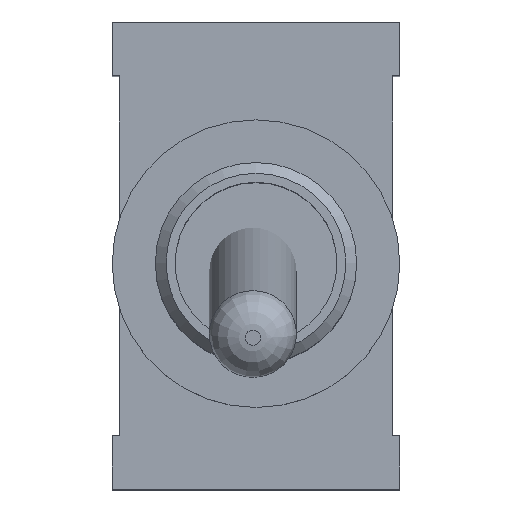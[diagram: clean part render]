
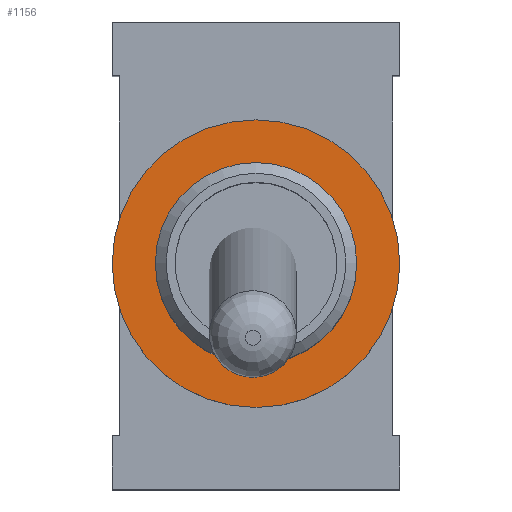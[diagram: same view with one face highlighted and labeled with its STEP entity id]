
A CAD part, top view. The second image highlights one B-rep face of the part: STEP entity #1156.
In plain terms, the highlighted planar face has unit normal (0, 0, 1).
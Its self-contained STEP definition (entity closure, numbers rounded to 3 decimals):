
#1014 = VERTEX_POINT('',#1015);
#1015 = CARTESIAN_POINT('',(2.8,0.,1.));
#1024 = CYLINDRICAL_SURFACE('',#1025,2.8);
#1025 = AXIS2_PLACEMENT_3D('',#1026,#1027,#1028);
#1026 = CARTESIAN_POINT('',(0.,0.,0.));
#1027 = DIRECTION('',(-0.,-0.,-1.));
#1028 = DIRECTION('',(1.,0.,0.));
#1043 = EDGE_CURVE('',#1014,#1014,#1044,.T.);
#1044 = SURFACE_CURVE('',#1045,(#1050,#1057),.PCURVE_S1.);
#1045 = CIRCLE('',#1046,2.8);
#1046 = AXIS2_PLACEMENT_3D('',#1047,#1048,#1049);
#1047 = CARTESIAN_POINT('',(0.,0.,1.));
#1048 = DIRECTION('',(0.,0.,-1.));
#1049 = DIRECTION('',(1.,0.,0.));
#1050 = PCURVE('',#1024,#1051);
#1051 = DEFINITIONAL_REPRESENTATION('',(#1052),#1056);
#1052 = LINE('',#1053,#1054);
#1053 = CARTESIAN_POINT('',(-6.283,-1.));
#1054 = VECTOR('',#1055,1.);
#1055 = DIRECTION('',(1.,-0.));
#1056 = ( GEOMETRIC_REPRESENTATION_CONTEXT(2) 
PARAMETRIC_REPRESENTATION_CONTEXT() REPRESENTATION_CONTEXT('2D SPACE',''
  ) );
#1057 = PCURVE('',#1058,#1063);
#1058 = PLANE('',#1059);
#1059 = AXIS2_PLACEMENT_3D('',#1060,#1061,#1062);
#1060 = CARTESIAN_POINT('',(0.,0.,1.));
#1061 = DIRECTION('',(0.,0.,1.));
#1062 = DIRECTION('',(1.,0.,0.));
#1063 = DEFINITIONAL_REPRESENTATION('',(#1064),#1072);
#1064 = ( BOUNDED_CURVE() B_SPLINE_CURVE(2,(#1065,#1066,#1067,#1068,
#1069,#1070,#1071),.UNSPECIFIED.,.T.,.F.) B_SPLINE_CURVE_WITH_KNOTS((1,2
    ,2,2,2,1),(-2.094,0.,2.094,4.189,
6.283,8.378),.UNSPECIFIED.) CURVE() 
GEOMETRIC_REPRESENTATION_ITEM() RATIONAL_B_SPLINE_CURVE((1.,0.5,1.,0.5,
1.,0.5,1.)) REPRESENTATION_ITEM('') );
#1065 = CARTESIAN_POINT('',(2.8,0.));
#1066 = CARTESIAN_POINT('',(2.8,-4.85));
#1067 = CARTESIAN_POINT('',(-1.4,-2.425));
#1068 = CARTESIAN_POINT('',(-5.6,0.));
#1069 = CARTESIAN_POINT('',(-1.4,2.425));
#1070 = CARTESIAN_POINT('',(2.8,4.85));
#1071 = CARTESIAN_POINT('',(2.8,0.));
#1072 = ( GEOMETRIC_REPRESENTATION_CONTEXT(2) 
PARAMETRIC_REPRESENTATION_CONTEXT() REPRESENTATION_CONTEXT('2D SPACE',''
  ) );
#1156 = ADVANCED_FACE('',(#1157,#1188),#1058,.T.);
#1157 = FACE_BOUND('',#1158,.T.);
#1158 = EDGE_LOOP('',(#1159));
#1159 = ORIENTED_EDGE('',*,*,#1160,.T.);
#1160 = EDGE_CURVE('',#1161,#1161,#1163,.T.);
#1161 = VERTEX_POINT('',#1162);
#1162 = CARTESIAN_POINT('',(4.,0.,1.));
#1163 = SURFACE_CURVE('',#1164,(#1169,#1176),.PCURVE_S1.);
#1164 = CIRCLE('',#1165,4.);
#1165 = AXIS2_PLACEMENT_3D('',#1166,#1167,#1168);
#1166 = CARTESIAN_POINT('',(0.,0.,1.));
#1167 = DIRECTION('',(0.,0.,1.));
#1168 = DIRECTION('',(1.,0.,0.));
#1169 = PCURVE('',#1058,#1170);
#1170 = DEFINITIONAL_REPRESENTATION('',(#1171),#1175);
#1171 = CIRCLE('',#1172,4.);
#1172 = AXIS2_PLACEMENT_2D('',#1173,#1174);
#1173 = CARTESIAN_POINT('',(0.,0.));
#1174 = DIRECTION('',(1.,0.));
#1175 = ( GEOMETRIC_REPRESENTATION_CONTEXT(2) 
PARAMETRIC_REPRESENTATION_CONTEXT() REPRESENTATION_CONTEXT('2D SPACE',''
  ) );
#1176 = PCURVE('',#1177,#1182);
#1177 = CYLINDRICAL_SURFACE('',#1178,4.);
#1178 = AXIS2_PLACEMENT_3D('',#1179,#1180,#1181);
#1179 = CARTESIAN_POINT('',(0.,0.,0.));
#1180 = DIRECTION('',(-0.,-0.,-1.));
#1181 = DIRECTION('',(1.,0.,0.));
#1182 = DEFINITIONAL_REPRESENTATION('',(#1183),#1187);
#1183 = LINE('',#1184,#1185);
#1184 = CARTESIAN_POINT('',(-0.,-1.));
#1185 = VECTOR('',#1186,1.);
#1186 = DIRECTION('',(-1.,0.));
#1187 = ( GEOMETRIC_REPRESENTATION_CONTEXT(2) 
PARAMETRIC_REPRESENTATION_CONTEXT() REPRESENTATION_CONTEXT('2D SPACE',''
  ) );
#1188 = FACE_BOUND('',#1189,.T.);
#1189 = EDGE_LOOP('',(#1190));
#1190 = ORIENTED_EDGE('',*,*,#1043,.T.);
